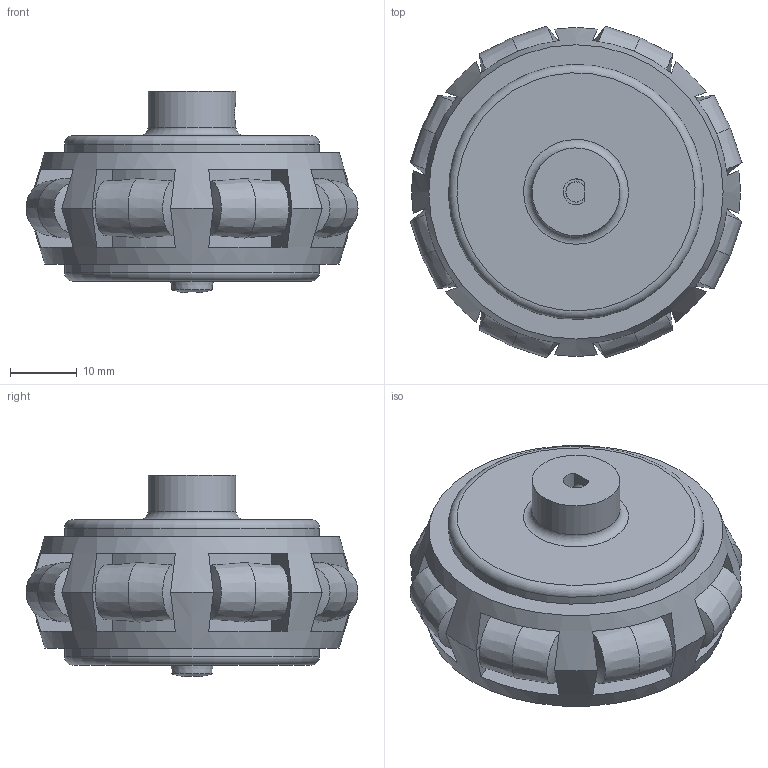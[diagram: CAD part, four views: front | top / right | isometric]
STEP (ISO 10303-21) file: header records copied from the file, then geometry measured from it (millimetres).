
FILE_DESCRIPTION(/* description */ (''),/* implementation_level */ '2;1');
FILE_NAME(/* name */ 'Kornylak Wheel with Hub.stp',/* time_stamp */ '2014-02-14T18:13:43-05:00',/* author */ ('Spooner'),/* organization */ (''),/* preprocessor_version */ 'ST-DEVELOPER v15.2',/* originating_system */ 'Autodesk Inventor 2014',/* authorisation */ '');
FILE_SCHEMA (('AUTOMOTIVE_DESIGN { 1 0 10303 214 3 1 1 }'));
Length unit declared in the file: inch
Products named in the file (7): Kornylak- Half Wheel; Kornylak- Roller; Kornylak Wheel; Kornylak Wheel Hub - Motor Side; Kornylak Wheel Hub - Out Side; JIS B 1111 - M3x14(1); Kornylak Wheel with Hub
Bounding box: 49.57 x 49.57 x 30.06 mm (x, y, z)
Volume: 29867.1 mm3; surface area: 22842.4 mm2
Topology: 13 solids, 13 shells, 312 faces, 777 edges, 502 vertices
Faces by surface type: plane 174, cylinder 91, cone 42, torus 4, bspline 1
Full cylindrical faces by diameter (mm): 1.27 x16, 2.5 x1, 3 x1, 3.048 x2, 3.15 x2, 3.683 x1, 9.474 x2, 9.779 x2, 13.106 x1, 19.304 x2, 27.051 x2, 38.1 x2
Entity records: 5231 total; most frequent: CARTESIAN_POINT 1065, DIRECTION 870, ORIENTED_EDGE 790, EDGE_CURVE 395, AXIS2_PLACEMENT_3D 331, VERTEX_POINT 276, EDGE_LOOP 211, LINE 208
